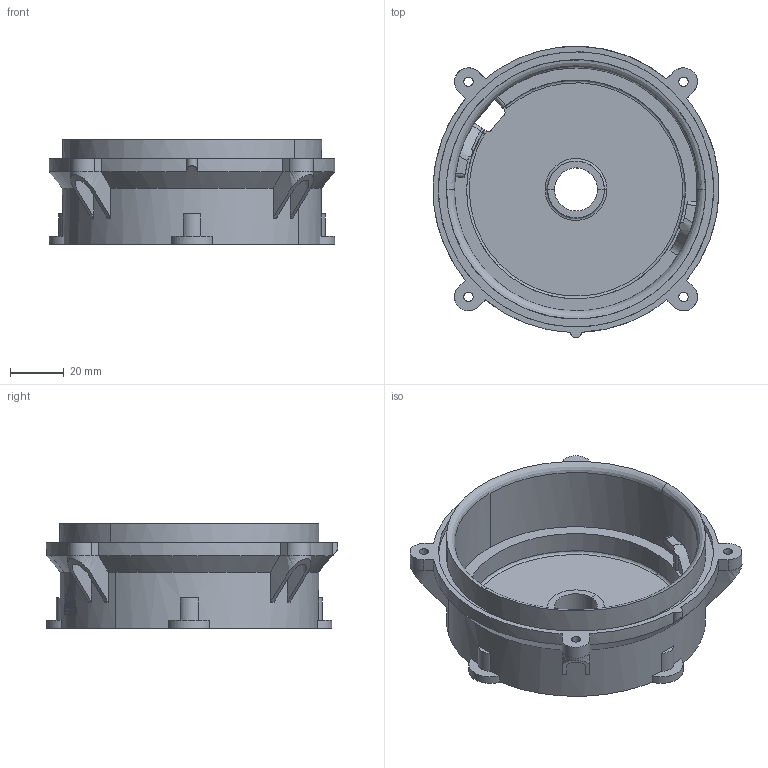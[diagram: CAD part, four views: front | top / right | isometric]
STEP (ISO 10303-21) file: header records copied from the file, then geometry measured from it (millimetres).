
FILE_DESCRIPTION(/* description */ (''),/* implementation_level */ '2;1');
FILE_NAME(/* name */ '14_OF reMix_Blender Socket_2311',/* time_stamp */ '2023-12-12T07:38:46+01:00',/* author */ (''),/* organization */ (''),/* preprocessor_version */ 'ST-DEVELOPER v16.5',/* originating_system */ 'Rhino 7.28',/* authorisation */ '');
FILE_SCHEMA (('CONFIG_CONTROL_DESIGN'));
Length unit declared in the file: millimetre
Products named in the file (1): Document
Bounding box: 106.28 x 108.26 x 38.89 mm (x, y, z)
Volume: 73321.5 mm3; surface area: 44305.5 mm2
Topology: 1 solids, 1 shells, 212 faces, 571 edges, 374 vertices
Faces by surface type: plane 99, cylinder 72, bspline 41
Entity records: 8441 total; most frequent: CARTESIAN_POINT 4780, ORIENTED_EDGE 1142, EDGE_CURVE 571, VERTEX_POINT 374, B_SPLINE_CURVE_WITH_KNOTS 270, EDGE_LOOP 237, ADVANCED_FACE 212, FACE_OUTER_BOUND 212
